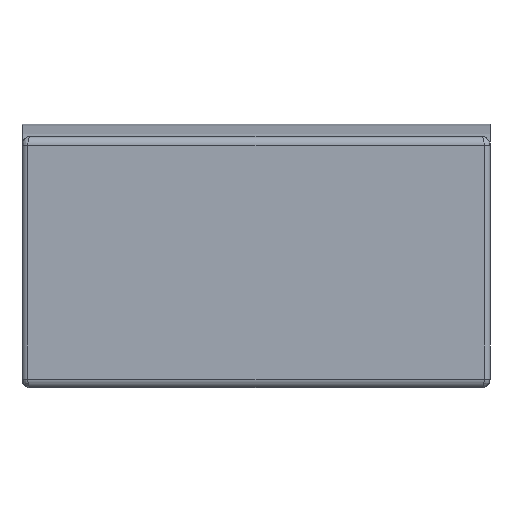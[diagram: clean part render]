
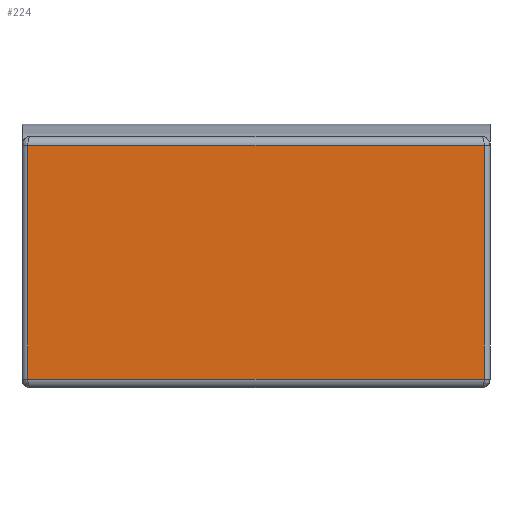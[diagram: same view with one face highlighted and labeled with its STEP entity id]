
A CAD part, front view. The second image highlights one B-rep face of the part: STEP entity #224.
In plain terms, the highlighted planar face has unit normal (0, -1, 0).
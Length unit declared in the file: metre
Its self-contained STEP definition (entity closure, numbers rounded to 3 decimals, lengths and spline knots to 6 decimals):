
#224=ADVANCED_FACE('0:208',(#405),#406,.T.);
#405=FACE_OUTER_BOUND('',#699,.T.);
#406=PLANE('',#700);
#699=EDGE_LOOP('',(#1080,#1081,#1082,#1083));
#700=AXIS2_PLACEMENT_3D('',#1084,#1085,#1086);
#1080=ORIENTED_EDGE('',*,*,#1377,.T.);
#1081=ORIENTED_EDGE('',*,*,#1361,.T.);
#1082=ORIENTED_EDGE('',*,*,#1378,.T.);
#1083=ORIENTED_EDGE('',*,*,#1343,.T.);
#1084=CARTESIAN_POINT('',(0.0,-0.00081,-0.000015));
#1085=DIRECTION('',(0.0,-1.0,0.0));
#1086=DIRECTION('',(0.0,0.0,-1.0));
#1343=EDGE_CURVE('0:250',#1516,#1509,#1520,.T.);
#1361=EDGE_CURVE('0:289',#1539,#1546,#1548,.T.);
#1377=EDGE_CURVE('0:322',#1509,#1539,#1569,.F.);
#1378=EDGE_CURVE('0:325',#1546,#1516,#1570,.T.);
#1509=VERTEX_POINT('',#1741);
#1516=VERTEX_POINT('',#1748);
#1520=LINE('',#1753,#1754);
#1539=VERTEX_POINT('',#1801);
#1546=VERTEX_POINT('',#1808);
#1548=LINE('',#1810,#1811);
#1569=LINE('',#1838,#1839);
#1570=LINE('',#1840,#1841);
#1741=CARTESIAN_POINT('',(-0.00039,-0.00081,0.0004));
#1748=CARTESIAN_POINT('',(0.00039,-0.00081,0.0004));
#1753=CARTESIAN_POINT('',(0.0,-0.00081,0.0004));
#1754=VECTOR('',#2035,1.0);
#1801=CARTESIAN_POINT('',(-0.00039,-0.00081,0.));
#1808=CARTESIAN_POINT('',(0.00039,-0.00081,0.));
#1810=CARTESIAN_POINT('',(0.0,-0.00081,0.));
#1811=VECTOR('',#2058,1.0);
#1838=CARTESIAN_POINT('',(-0.00039,-0.00081,-0.000015));
#1839=VECTOR('',#2077,1.0);
#1840=CARTESIAN_POINT('',(0.00039,-0.00081,-0.000015));
#1841=VECTOR('',#2078,1.0);
#2035=DIRECTION('',(-1.0,0.0,0.0));
#2058=DIRECTION('',(1.0,0.0,0.0));
#2077=DIRECTION('',(0.0,0.0,1.0));
#2078=DIRECTION('',(0.0,0.0,1.0));
